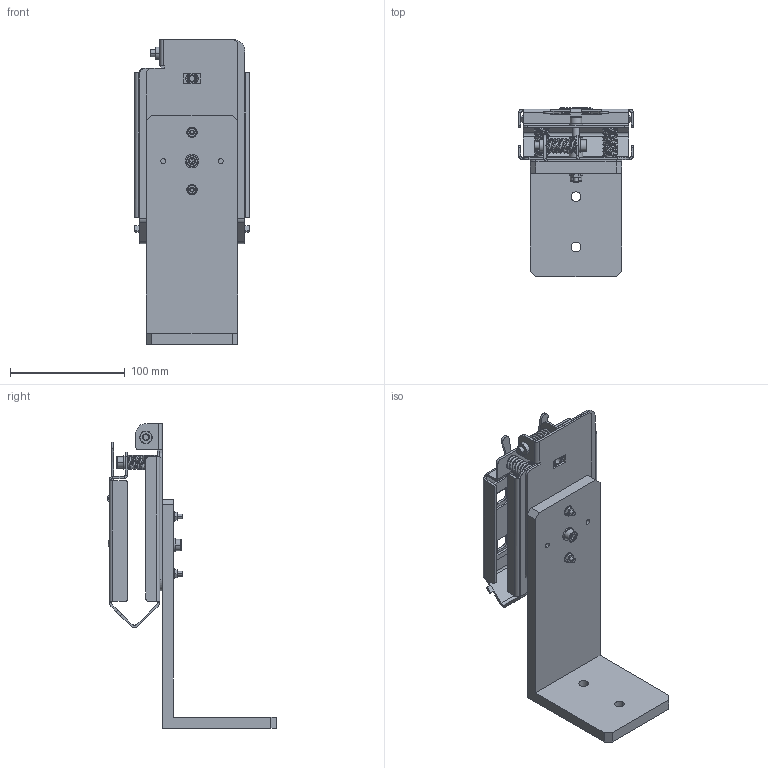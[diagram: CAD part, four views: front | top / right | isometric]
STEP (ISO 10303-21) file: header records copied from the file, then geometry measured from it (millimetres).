
FILE_DESCRIPTION((''),'2;1');
FILE_NAME('OMH_LS610_CPL_SW0001','2011-01-25T',('agebhardt'),(''),'PRO/ENGINEER BY PARAMETRIC TECHNOLOGY CORPORATION, 2007250','PRO/ENGINEER BY PARAMETRIC TECHNOLOGY CORPORATION, 2007250','');
FILE_SCHEMA(('CONFIG_CONTROL_DESIGN'));
Length unit declared in the file: millimetre
Products named in the file (1): OMH_LS610_CPL_SW0001
Bounding box: 100 x 147.7 x 266 mm (x, y, z)
Surface area: 179713.8 mm2 (no closed solid volume)
Topology: 0 solids, 37 shells, 618 faces, 1611 edges, 1027 vertices
Faces by surface type: plane 329, cylinder 173, cone 77, bspline 29, torus 10
Entity records: 38202 total; most frequent: CARTESIAN_POINT 19094, DIRECTION 3175, ORIENTED_EDGE 3007, EDGE_CURVE 1611, AXIS2_PLACEMENT_3D 1127, VERTEX_POINT 1027, VECTOR 921, LINE 921
